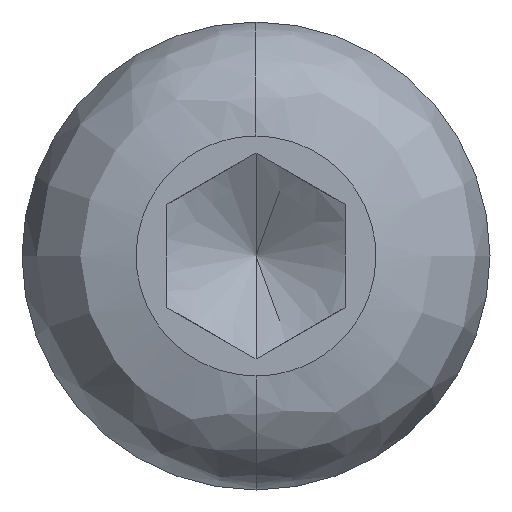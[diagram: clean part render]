
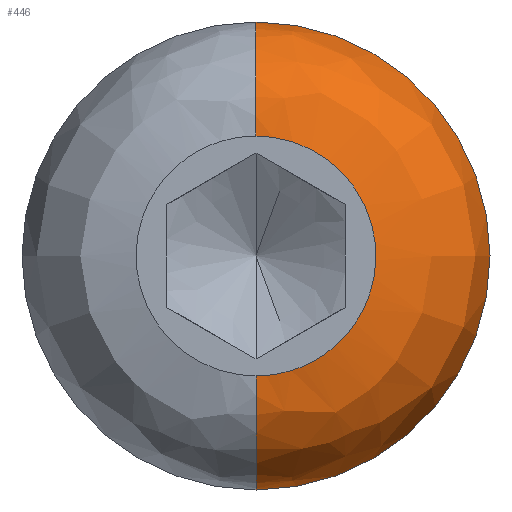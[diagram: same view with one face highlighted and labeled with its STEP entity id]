
A CAD part, left-side view. The second image highlights one B-rep face of the part: STEP entity #446.
In plain terms, the highlighted free-form (B-spline) face has degree [3, 3] with [4, 4] control points.
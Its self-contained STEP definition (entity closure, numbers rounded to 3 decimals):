
#18 = CARTESIAN_POINT ( 'NONE',  ( -3.3, -5.38, -2.69 ) ) ;
#25 = VERTEX_POINT ( 'NONE', #40 ) ;
#27 = CARTESIAN_POINT ( 'NONE',  ( -3.3, 0., -2.69 ) ) ;
#40 = CARTESIAN_POINT ( 'NONE',  ( -0.74, 0., -5.25 ) ) ;
#50 = DIRECTION ( 'NONE',  ( 0., 0., 1. ) ) ;
#54 = DIRECTION ( 'NONE',  ( 0., -1., 0. ) ) ;
#66 = AXIS2_PLACEMENT_3D ( 'NONE', #150, #54, #50 ) ;
#67 = DIRECTION ( 'NONE',  ( 0., 0., -1. ) ) ;
#91 = EDGE_CURVE ( 'NONE', #25, #376, #550, .T. ) ;
#104 = CARTESIAN_POINT ( 'NONE',  ( -0.74, 0., 5.25 ) ) ;
#107 = CARTESIAN_POINT ( 'NONE',  ( -3.3, 0., 2.69 ) ) ;
#110 = CARTESIAN_POINT ( 'NONE',  ( -3.3, 0., -2.69 ) ) ;
#114 = EDGE_CURVE ( 'NONE', #591, #25, #603, .T. ) ;
#129 = EDGE_CURVE ( 'NONE', #222, #376, #170, .T. ) ;
#135 = CARTESIAN_POINT ( 'NONE',  ( -3.3, -8.379, 4.19 ) ) ;
#143 = CARTESIAN_POINT ( 'NONE',  ( -2.24, 0., -5.25 ) ) ;
#150 = CARTESIAN_POINT ( 'NONE',  ( -0.74, 0., 2.69 ) ) ;
#153 = CARTESIAN_POINT ( 'NONE',  ( -0.74, 0., -2.69 ) ) ;
#157 =( BOUNDED_SURFACE ( )  B_SPLINE_SURFACE ( 3, 3, ( 
 ( #468, #449, #375, #552 ),
 ( #416, #179, #497, #143 ),
 ( #194, #135, #499, #321 ),
 ( #333, #454, #602, #511 ) ),
 .UNSPECIFIED., .F., .F., .T. ) 
 B_SPLINE_SURFACE_WITH_KNOTS ( ( 4, 4 ),
 ( 4, 4 ),
 ( 0., 1. ),
 ( 0., 1. ),
 .UNSPECIFIED. ) 
 GEOMETRIC_REPRESENTATION_ITEM ( )  RATIONAL_B_SPLINE_SURFACE ( (
 ( 1., 0.333, 0.333, 1.),
 ( 0.805, 0.268, 0.268, 0.805),
 ( 0.805, 0.268, 0.268, 0.805),
 ( 1., 0.333, 0.333, 1.) ) ) 
 REPRESENTATION_ITEM ( '' )  SURFACE ( )  );
#170 =( BOUNDED_CURVE ( )  B_SPLINE_CURVE ( 3, ( #107, #393, #18, #110 ),
 .UNSPECIFIED., .F., .F. ) 
 B_SPLINE_CURVE_WITH_KNOTS ( ( 4, 4 ),
 ( 0.75, 1.25 ),
 .UNSPECIFIED. ) 
 CURVE ( )  GEOMETRIC_REPRESENTATION_ITEM ( )  RATIONAL_B_SPLINE_CURVE ( ( 1., 0.333, 0.333, 1. ) ) 
 REPRESENTATION_ITEM ( '' )  );
#179 = CARTESIAN_POINT ( 'NONE',  ( -2.24, -10.5, 5.25 ) ) ;
#180 = AXIS2_PLACEMENT_3D ( 'NONE', #439, #388, #67 ) ;
#194 = CARTESIAN_POINT ( 'NONE',  ( -3.3, 0., 4.19 ) ) ;
#205 = DIRECTION ( 'NONE',  ( 0., 1., 0. ) ) ;
#222 = VERTEX_POINT ( 'NONE', #575 ) ;
#289 = EDGE_LOOP ( 'NONE', ( #443, #592, #431, #391 ) ) ;
#294 = DIRECTION ( 'NONE',  ( 0., 0., -1. ) ) ;
#321 = CARTESIAN_POINT ( 'NONE',  ( -3.3, 0., -4.19 ) ) ;
#333 = CARTESIAN_POINT ( 'NONE',  ( -3.3, 0., 2.69 ) ) ;
#375 = CARTESIAN_POINT ( 'NONE',  ( -0.74, -10.5, -5.25 ) ) ;
#376 = VERTEX_POINT ( 'NONE', #27 ) ;
#386 = AXIS2_PLACEMENT_3D ( 'NONE', #153, #205, #294 ) ;
#388 = DIRECTION ( 'NONE',  ( 1., 0., 0. ) ) ;
#391 = ORIENTED_EDGE ( 'NONE', *, *, #91, .F. ) ;
#393 = CARTESIAN_POINT ( 'NONE',  ( -3.3, -5.38, 2.69 ) ) ;
#416 = CARTESIAN_POINT ( 'NONE',  ( -2.24, 0., 5.25 ) ) ;
#431 = ORIENTED_EDGE ( 'NONE', *, *, #129, .T. ) ;
#439 = CARTESIAN_POINT ( 'NONE',  ( -0.74, 0., 0. ) ) ;
#443 = ORIENTED_EDGE ( 'NONE', *, *, #114, .F. ) ;
#446 = ADVANCED_FACE ( 'NONE', ( #495 ), #157, .T. ) ;
#449 = CARTESIAN_POINT ( 'NONE',  ( -0.74, -10.5, 5.25 ) ) ;
#454 = CARTESIAN_POINT ( 'NONE',  ( -3.3, -5.38, 2.69 ) ) ;
#460 = EDGE_CURVE ( 'NONE', #591, #222, #589, .T. ) ;
#468 = CARTESIAN_POINT ( 'NONE',  ( -0.74, 0., 5.25 ) ) ;
#495 = FACE_OUTER_BOUND ( 'NONE', #289, .T. ) ;
#497 = CARTESIAN_POINT ( 'NONE',  ( -2.24, -10.5, -5.25 ) ) ;
#499 = CARTESIAN_POINT ( 'NONE',  ( -3.3, -8.379, -4.19 ) ) ;
#511 = CARTESIAN_POINT ( 'NONE',  ( -3.3, 0., -2.69 ) ) ;
#550 = CIRCLE ( 'NONE', #386, 2.56 ) ;
#552 = CARTESIAN_POINT ( 'NONE',  ( -0.74, 0., -5.25 ) ) ;
#575 = CARTESIAN_POINT ( 'NONE',  ( -3.3, 0., 2.69 ) ) ;
#589 = CIRCLE ( 'NONE', #66, 2.56 ) ;
#591 = VERTEX_POINT ( 'NONE', #104 ) ;
#592 = ORIENTED_EDGE ( 'NONE', *, *, #460, .T. ) ;
#602 = CARTESIAN_POINT ( 'NONE',  ( -3.3, -5.38, -2.69 ) ) ;
#603 = CIRCLE ( 'NONE', #180, 5.25 ) ;
